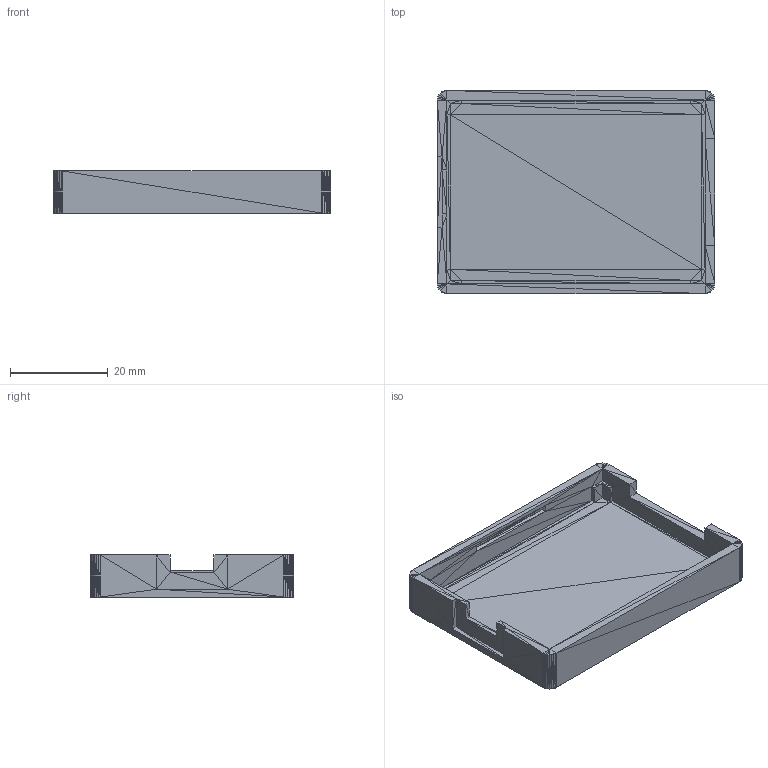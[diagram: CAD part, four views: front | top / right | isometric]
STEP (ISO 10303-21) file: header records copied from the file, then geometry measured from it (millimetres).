
FILE_DESCRIPTION((' Model'),'2;1');
FILE_NAME(' Shape Model','2023-08-29T18:43:59',(''),( ''),' ','','Unknown');
FILE_SCHEMA(('AUTOMOTIVE_DESIGN { 1 0 10303 214 1 1 1 1 }'));
Length unit declared in the file: millimetre
Products named in the file (1):  STEP translator 7.5 1
Bounding box: 56.8 x 41.6 x 8.6 mm (x, y, z)
Surface area: 7423.1 mm2 (no closed solid volume)
Topology: 0 solids, 1 shells, 316 faces, 474 edges, 160 vertices
Faces by surface type: plane 316
Entity records: 11872 total; most frequent: CARTESIAN_POINT 2373, DIRECTION 1582, ORIENTED_EDGE 948, LINE 948, VECTOR 948, PCURVE 948, DEFINITIONAL_REPRESENTATION 948, EDGE_CURVE 474
